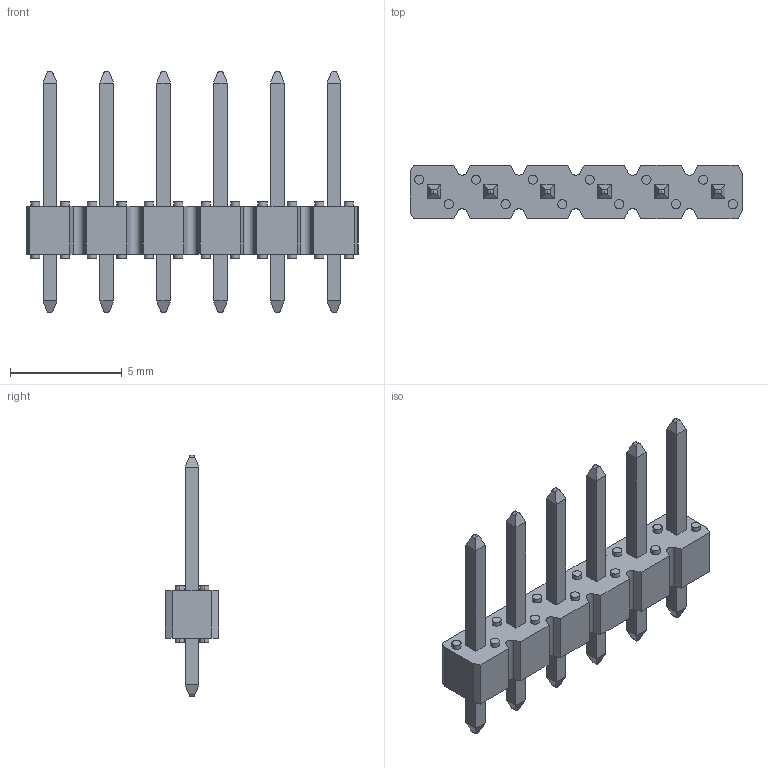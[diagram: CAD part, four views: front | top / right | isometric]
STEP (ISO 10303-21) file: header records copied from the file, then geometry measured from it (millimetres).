
FILE_DESCRIPTION (( 'STEP AP214' ), '1' );
FILE_NAME ('Sil_header_6.STEP', '2015-05-11T14:24:05', ( '' ), ( '' ), 'SwSTEP 2.0', 'SolidWorks 2015', '' );
FILE_SCHEMA (( 'AUTOMOTIVE_DESIGN' ));
Length unit declared in the file: millimetre
Products named in the file (8): 77311-Y01-06_ASM_Next assembly relationship;77310_Y01_6; 77311-Y01-06_ASM_Next assembly relationship;77310_Y01_5; 77311-Y01-06_ASM_Next assembly relationship;77310_Y01_4; 77311-Y01-06_ASM_Next assembly relationship;77310_Y01_3; 77311-Y01-06_ASM_Next assembly relationship;77310_Y01_2; 77311-Y01-06_ASM_Next assembly relationship;77310_Y01; 77311-Y01-06_ASM_Next assembly relationship;98471_006; Sil_header_6
Assembly tree (7 placements, depth 2):
  Sil_header_6
    77311-Y01-06_ASM_Next assembly relationship;98471_006
    77311-Y01-06_ASM_Next assembly relationship;77310_Y01
    77311-Y01-06_ASM_Next assembly relationship;77310_Y01_2
    77311-Y01-06_ASM_Next assembly relationship;77310_Y01_3
    77311-Y01-06_ASM_Next assembly relationship;77310_Y01_4
    77311-Y01-06_ASM_Next assembly relationship;77310_Y01_5
    77311-Y01-06_ASM_Next assembly relationship;77310_Y01_6
Bounding box: 14.84 x 2.41 x 10.8 mm (x, y, z)
Volume: 90.4 mm3; surface area: 339.4 mm2
Topology: 7 solids, 7 shells, 240 faces, 558 edges, 356 vertices
Faces by surface type: plane 160, cylinder 80
Entity records: 9472 total; most frequent: CARTESIAN_POINT 1272, DIRECTION 1146, ORIENTED_EDGE 1116, EDGE_CURVE 558, VECTOR 398, LINE 398, AXIS2_PLACEMENT_3D 374, VERTEX_POINT 356
